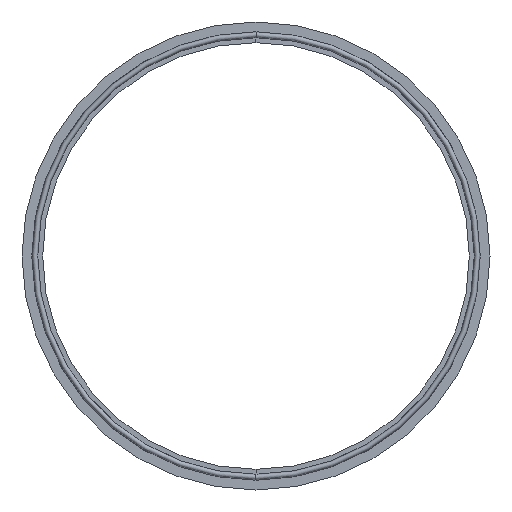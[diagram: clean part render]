
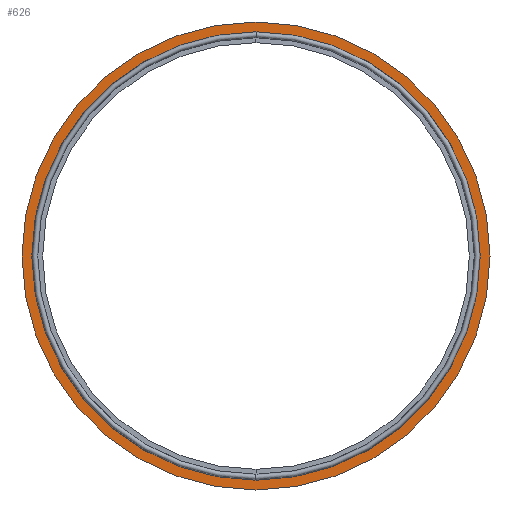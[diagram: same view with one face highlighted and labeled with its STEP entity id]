
A CAD part, left-side view. The second image highlights one B-rep face of the part: STEP entity #626.
In plain terms, the highlighted planar face has unit normal (-1, 0, 0).
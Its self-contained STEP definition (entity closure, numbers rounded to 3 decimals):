
#4 = EDGE_LOOP ( 'NONE', ( #726, #602 ) ) ;
#64 = CIRCLE ( 'NONE', #243, 109.7 ) ;
#101 = AXIS2_PLACEMENT_3D ( 'NONE', #667, #173, #738 ) ;
#107 = DIRECTION ( 'NONE',  ( 0., 0., 1. ) ) ;
#115 = CARTESIAN_POINT ( 'NONE',  ( -0.9, 0., 0. ) ) ;
#133 = ORIENTED_EDGE ( 'NONE', *, *, #717, .T. ) ;
#167 = EDGE_LOOP ( 'NONE', ( #133, #535 ) ) ;
#173 = DIRECTION ( 'NONE',  ( 1., 0., 0. ) ) ;
#188 = CIRCLE ( 'NONE', #641, 105.1 ) ;
#190 = AXIS2_PLACEMENT_3D ( 'NONE', #417, #599, #107 ) ;
#196 = VERTEX_POINT ( 'NONE', #750 ) ;
#212 = FACE_BOUND ( 'NONE', #4, .T. ) ;
#243 = AXIS2_PLACEMENT_3D ( 'NONE', #336, #692, #505 ) ;
#271 = DIRECTION ( 'NONE',  ( 1., 0., 0. ) ) ;
#303 = VERTEX_POINT ( 'NONE', #454 ) ;
#322 = EDGE_CURVE ( 'NONE', #303, #196, #64, .T. ) ;
#336 = CARTESIAN_POINT ( 'NONE',  ( -0.9, 0., 0. ) ) ;
#417 = CARTESIAN_POINT ( 'NONE',  ( -0.9, 0., 0. ) ) ;
#430 = CARTESIAN_POINT ( 'NONE',  ( -0.9, 0., -105.1 ) ) ;
#438 = CIRCLE ( 'NONE', #617, 105.1 ) ;
#454 = CARTESIAN_POINT ( 'NONE',  ( -0.9, 0., -109.7 ) ) ;
#457 = FACE_OUTER_BOUND ( 'NONE', #167, .T. ) ;
#501 = CARTESIAN_POINT ( 'NONE',  ( -0.9, 0., 0. ) ) ;
#505 = DIRECTION ( 'NONE',  ( 0., 0., 1. ) ) ;
#529 = VERTEX_POINT ( 'NONE', #532 ) ;
#532 = CARTESIAN_POINT ( 'NONE',  ( -0.9, 0., 105.1 ) ) ;
#535 = ORIENTED_EDGE ( 'NONE', *, *, #322, .T. ) ;
#577 = EDGE_CURVE ( 'NONE', #529, #654, #438, .T. ) ;
#599 = DIRECTION ( 'NONE',  ( -1., 0., 0. ) ) ;
#602 = ORIENTED_EDGE ( 'NONE', *, *, #577, .T. ) ;
#609 = DIRECTION ( 'NONE',  ( 1., 0., 0. ) ) ;
#617 = AXIS2_PLACEMENT_3D ( 'NONE', #115, #609, #620 ) ;
#620 = DIRECTION ( 'NONE',  ( 0., 0., -1. ) ) ;
#621 = EDGE_CURVE ( 'NONE', #654, #529, #188, .T. ) ;
#626 = ADVANCED_FACE ( 'NONE', ( #212, #457 ), #647, .F. ) ;
#641 = AXIS2_PLACEMENT_3D ( 'NONE', #501, #271, #787 ) ;
#647 = PLANE ( 'NONE',  #101 ) ;
#654 = VERTEX_POINT ( 'NONE', #430 ) ;
#667 = CARTESIAN_POINT ( 'NONE',  ( -0.9, 104.9, 0. ) ) ;
#692 = DIRECTION ( 'NONE',  ( -1., 0., 0. ) ) ;
#717 = EDGE_CURVE ( 'NONE', #196, #303, #801, .T. ) ;
#726 = ORIENTED_EDGE ( 'NONE', *, *, #621, .T. ) ;
#738 = DIRECTION ( 'NONE',  ( 0., 0., -1. ) ) ;
#750 = CARTESIAN_POINT ( 'NONE',  ( -0.9, 0., 109.7 ) ) ;
#787 = DIRECTION ( 'NONE',  ( 0., 0., -1. ) ) ;
#801 = CIRCLE ( 'NONE', #190, 109.7 ) ;
